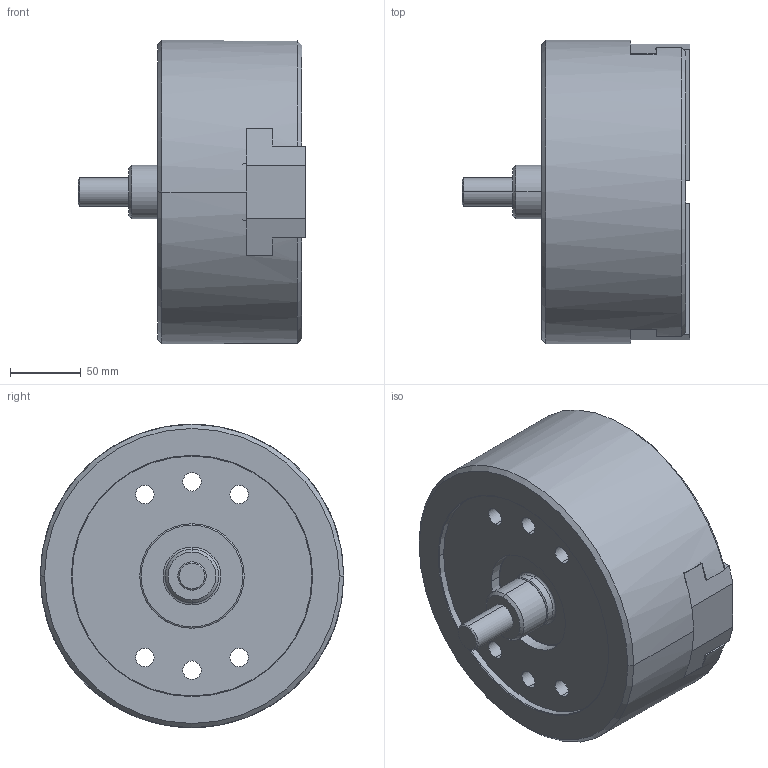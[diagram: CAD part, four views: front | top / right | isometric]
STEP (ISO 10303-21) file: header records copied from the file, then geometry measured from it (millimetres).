
FILE_DESCRIPTION (( 'STEP AP203' ), '1' );
FILE_NAME ('FD-840 外觀參考.STEP', '2017-03-17T01:32:53', ( 'temp' ), ( '' ), 'SwSTEP 2.0', 'SolidWorks 2016', '' );
FILE_SCHEMA (( 'CONFIG_CONTROL_DESIGN' ));
Length unit declared in the file: metre
Products named in the file (8): FD-840防塵蓋; FD-840 外觀參考; FD-840雙展刀頭本體; FD-840中仁; FD-840連接管螺栓; FD-840連接管螺帽; FD-840主爪1; FD-840主爪2
Assembly tree (7 placements, depth 2):
  FD-840 外觀參考
    FD-840雙展刀頭本體
    FD-840中仁
    FD-840連接管螺栓
    FD-840連接管螺帽
    FD-840主爪1
    FD-840主爪2
    FD-840防塵蓋
Bounding box: 161.39 x 215 x 215 mm (x, y, z)
Volume: 3413645.7 mm3; surface area: 313763.9 mm2
Topology: 7 solids, 7 shells, 285 faces, 681 edges, 423 vertices
Faces by surface type: plane 132, cylinder 99, cone 42, torus 12
Entity records: 8989 total; most frequent: DIRECTION 1497, CARTESIAN_POINT 1401, ORIENTED_EDGE 1318, EDGE_CURVE 659, AXIS2_PLACEMENT_3D 550, VERTEX_POINT 423, LINE 397, VECTOR 397
